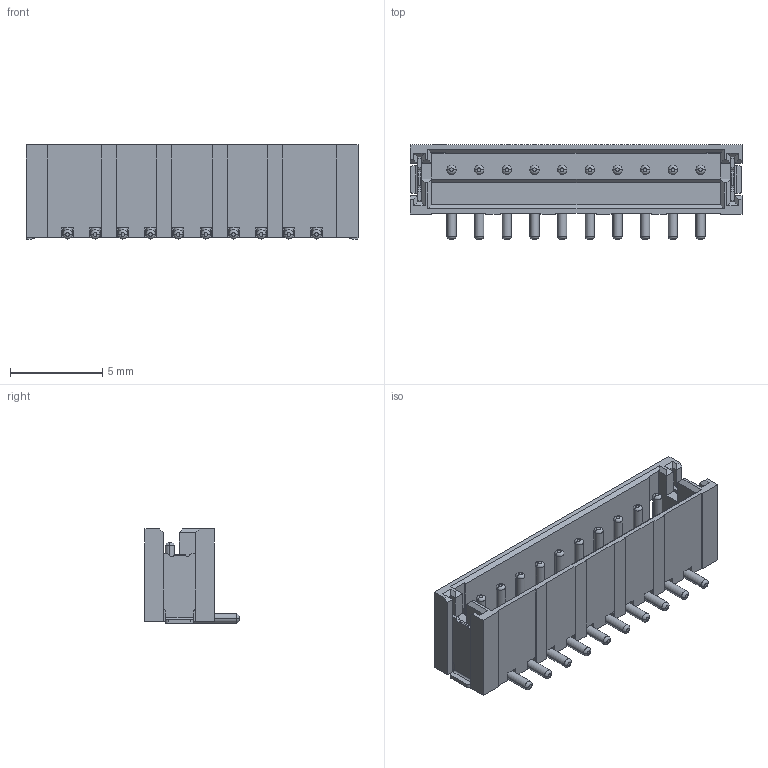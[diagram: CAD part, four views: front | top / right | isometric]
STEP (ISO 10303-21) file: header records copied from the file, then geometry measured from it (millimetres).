
FILE_DESCRIPTION(('CoCreate Modeling STEP Export'),'2;1');
FILE_NAME('ZH1.5WTB-10P立贴3D成品图.stp','2022-10-13T23:03:29',(''),(''),'CoCreate Modeling STEP processor for AP214 (Solid Model)','CoCreate Modeling 16.00 13-May-2008 (C) Parametric Technology GmbH','');
FILE_SCHEMA(('AUTOMOTIVE_DESIGN { 1 0 10303 214 1 1 1 1 }'));
Length unit declared in the file: millimetre
Products named in the file (2): 10Pin
Assembly tree (1 placements, depth 2):
  10Pin
    10Pin
Bounding box: 18 x 5.1 x 5.1 mm (x, y, z)
Volume: 179.9 mm3; surface area: 659.7 mm2
Topology: 1 solids, 1 shells, 357 faces, 947 edges, 604 vertices
Faces by surface type: plane 203, cylinder 94, torus 60
Entity records: 11691 total; most frequent: CARTESIAN_POINT 3139, ORIENTED_EDGE 1894, DIRECTION 1570, EDGE_CURVE 947, VECTOR 610, LINE 610, VERTEX_POINT 604, AXIS2_PLACEMENT_3D 480
